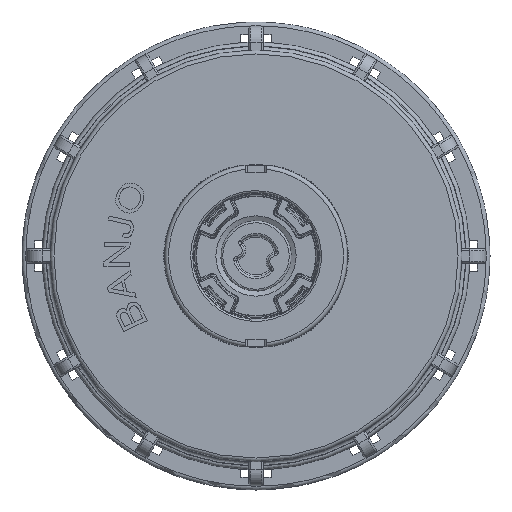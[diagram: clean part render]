
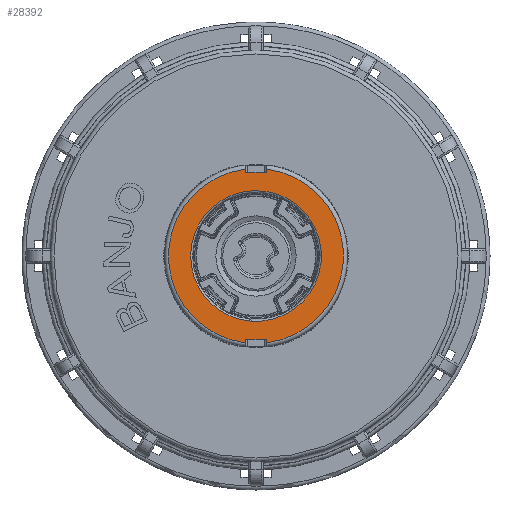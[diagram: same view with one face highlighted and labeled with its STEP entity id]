
A CAD part, left-side view. The second image highlights one B-rep face of the part: STEP entity #28392.
In plain terms, the highlighted face is planar.
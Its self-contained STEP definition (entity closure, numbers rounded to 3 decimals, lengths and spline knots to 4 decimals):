
#376=FACE_BOUND('',#8623,.T.);
#1557=LINE('',#50881,#3744);
#1563=LINE('',#50919,#3750);
#1936=LINE('',#52876,#4123);
#1937=LINE('',#52877,#4124);
#3744=VECTOR('',#35069,0.0436);
#3750=VECTOR('',#35081,0.0436);
#4123=VECTOR('',#36950,0.0436);
#4124=VECTOR('',#36951,0.0436);
#5489=PLANE('',#31045);
#6886=FACE_OUTER_BOUND('',#8622,.T.);
#8622=EDGE_LOOP('',(#23148,#23149,#23150,#23151,#23152,#23153,#23154,#23155,
#23156,#23157,#23158,#23159));
#8623=EDGE_LOOP('',(#23160));
#9861=CIRCLE('',#29924,1.0235);
#10094=CIRCLE('',#30288,0.015);
#10096=CIRCLE('',#30291,1.31);
#10097=CIRCLE('',#30293,0.015);
#10098=CIRCLE('',#30296,0.015);
#10099=CIRCLE('',#30299,0.015);
#10100=CIRCLE('',#30301,1.31);
#10285=CIRCLE('',#30487,1.37);
#10563=CIRCLE('',#30858,1.37);
#12419=VERTEX_POINT('',#46002);
#12764=VERTEX_POINT('',#50822);
#12765=VERTEX_POINT('',#50824);
#12769=VERTEX_POINT('',#50844);
#12771=VERTEX_POINT('',#50861);
#12774=VERTEX_POINT('',#50870);
#12777=VERTEX_POINT('',#50897);
#12778=VERTEX_POINT('',#50899);
#12781=VERTEX_POINT('',#50908);
#12784=VERTEX_POINT('',#50935);
#12785=VERTEX_POINT('',#50937);
#12971=VERTEX_POINT('',#51324);
#13344=VERTEX_POINT('',#52283);
#15496=EDGE_CURVE('',#12419,#12419,#9861,.T.);
#16087=EDGE_CURVE('',#12764,#12765,#10094,.T.);
#16093=EDGE_CURVE('',#12764,#12769,#10096,.T.);
#16096=EDGE_CURVE('',#12771,#12769,#10097,.T.);
#16101=EDGE_CURVE('',#12771,#12774,#1557,.T.);
#16104=EDGE_CURVE('',#12777,#12778,#10098,.T.);
#16110=EDGE_CURVE('',#12777,#12781,#1563,.T.);
#16113=EDGE_CURVE('',#12784,#12785,#10099,.T.);
#16115=EDGE_CURVE('',#12784,#12778,#10100,.T.);
#16303=EDGE_CURVE('',#12971,#12774,#10285,.T.);
#16769=EDGE_CURVE('',#13344,#12781,#10563,.T.);
#17051=EDGE_CURVE('',#12971,#12785,#1936,.T.);
#17052=EDGE_CURVE('',#13344,#12765,#1937,.T.);
#23148=ORIENTED_EDGE('',*,*,#16303,.F.);
#23149=ORIENTED_EDGE('',*,*,#17051,.T.);
#23150=ORIENTED_EDGE('',*,*,#16113,.F.);
#23151=ORIENTED_EDGE('',*,*,#16115,.T.);
#23152=ORIENTED_EDGE('',*,*,#16104,.F.);
#23153=ORIENTED_EDGE('',*,*,#16110,.T.);
#23154=ORIENTED_EDGE('',*,*,#16769,.F.);
#23155=ORIENTED_EDGE('',*,*,#17052,.T.);
#23156=ORIENTED_EDGE('',*,*,#16087,.F.);
#23157=ORIENTED_EDGE('',*,*,#16093,.T.);
#23158=ORIENTED_EDGE('',*,*,#16096,.F.);
#23159=ORIENTED_EDGE('',*,*,#16101,.T.);
#23160=ORIENTED_EDGE('',*,*,#15496,.F.);
#28392=ADVANCED_FACE('',(#6886,#376),#5489,.T.);
#29924=AXIS2_PLACEMENT_3D('',#46003,#34252,#34253);
#30288=AXIS2_PLACEMENT_3D('',#50825,#35049,#35050);
#30291=AXIS2_PLACEMENT_3D('',#50846,#35057,#35058);
#30293=AXIS2_PLACEMENT_3D('',#50863,#35062,#35063);
#30296=AXIS2_PLACEMENT_3D('',#50900,#35073,#35074);
#30299=AXIS2_PLACEMENT_3D('',#50938,#35085,#35086);
#30301=AXIS2_PLACEMENT_3D('',#50941,#35090,#35091);
#30487=AXIS2_PLACEMENT_3D('',#51335,#35462,#35463);
#30858=AXIS2_PLACEMENT_3D('',#52294,#36389,#36390);
#31045=AXIS2_PLACEMENT_3D('',#52875,#36948,#36949);
#34252=DIRECTION('center_axis',(0.,1.,0.));
#34253=DIRECTION('ref_axis',(-1.,0.,0.));
#35049=DIRECTION('center_axis',(0.,1.,0.));
#35050=DIRECTION('ref_axis',(0.667,0.,0.745));
#35057=DIRECTION('center_axis',(0.,1.,0.));
#35058=DIRECTION('ref_axis',(-1.,0.,0.));
#35062=DIRECTION('center_axis',(0.,1.,0.));
#35063=DIRECTION('ref_axis',(-0.667,0.,0.745));
#35069=DIRECTION('',(0.,0.,-1.));
#35073=DIRECTION('center_axis',(0.,1.,0.));
#35074=DIRECTION('ref_axis',(0.667,0.,-0.745));
#35081=DIRECTION('',(0.,0.,1.));
#35085=DIRECTION('center_axis',(0.,1.,0.));
#35086=DIRECTION('ref_axis',(-0.667,0.,-0.745));
#35090=DIRECTION('center_axis',(0.,1.,0.));
#35091=DIRECTION('ref_axis',(-1.,0.,0.));
#35462=DIRECTION('center_axis',(0.,-1.,0.));
#35463=DIRECTION('ref_axis',(-1.,0.,0.));
#36389=DIRECTION('center_axis',(0.,-1.,0.));
#36390=DIRECTION('ref_axis',(1.,0.,0.));
#36948=DIRECTION('center_axis',(0.,1.,0.));
#36949=DIRECTION('ref_axis',(0.,0.,1.));
#36950=DIRECTION('',(0.,0.,-1.));
#36951=DIRECTION('',(0.,0.,1.));
#46002=CARTESIAN_POINT('',(1.0235,0.,0.));
#46003=CARTESIAN_POINT('Origin',(0.,0.,0.));
#50822=CARTESIAN_POINT('',(0.1434,0.,-1.3021));
#50824=CARTESIAN_POINT('',(0.16,0.,-1.317));
#50825=CARTESIAN_POINT('Origin',(0.145,0.,-1.317));
#50844=CARTESIAN_POINT('',(-0.1434,0.,-1.3021));
#50846=CARTESIAN_POINT('Origin',(0.,0.,0.));
#50861=CARTESIAN_POINT('',(-0.16,0.,-1.317));
#50863=CARTESIAN_POINT('Origin',(-0.145,0.,-1.317));
#50870=CARTESIAN_POINT('',(-0.16,0.,-1.3606));
#50881=CARTESIAN_POINT('',(-0.16,0.,-0.7105));
#50897=CARTESIAN_POINT('',(0.16,0.,1.317));
#50899=CARTESIAN_POINT('',(0.1434,0.,1.3021));
#50900=CARTESIAN_POINT('Origin',(0.145,0.,1.317));
#50908=CARTESIAN_POINT('',(0.16,0.,1.3606));
#50919=CARTESIAN_POINT('',(0.16,0.,0.7105));
#50935=CARTESIAN_POINT('',(-0.1434,0.,1.3021));
#50937=CARTESIAN_POINT('',(-0.16,0.,1.317));
#50938=CARTESIAN_POINT('Origin',(-0.145,0.,1.317));
#50941=CARTESIAN_POINT('Origin',(0.,0.,0.));
#51324=CARTESIAN_POINT('',(-0.16,0.,1.3606));
#51335=CARTESIAN_POINT('Origin',(0.,0.,0.));
#52283=CARTESIAN_POINT('',(0.16,0.,-1.3606));
#52294=CARTESIAN_POINT('Origin',(0.,0.,0.));
#52875=CARTESIAN_POINT('Origin',(1.2125,0.,0.));
#52876=CARTESIAN_POINT('',(-0.16,0.,0.6501));
#52877=CARTESIAN_POINT('',(0.16,0.,-0.6501));
